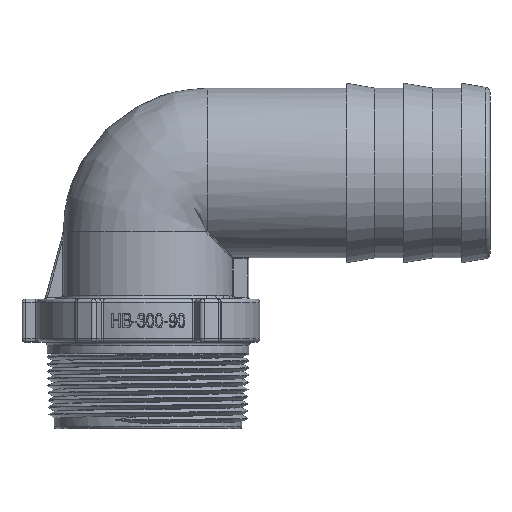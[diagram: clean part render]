
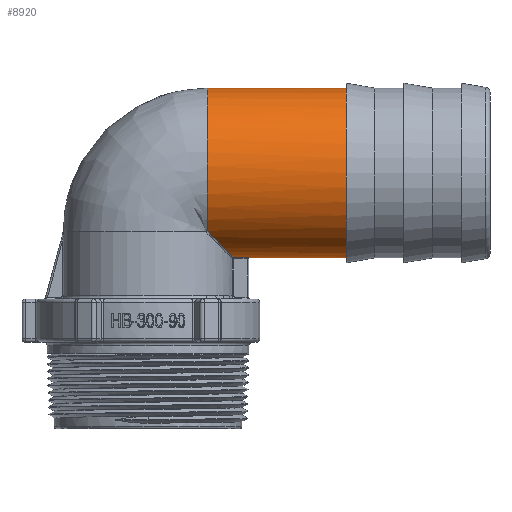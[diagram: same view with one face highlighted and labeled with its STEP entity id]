
A CAD part, top view. The second image highlights one B-rep face of the part: STEP entity #8920.
In plain terms, the highlighted cylindrical face has radius 37.465 mm (diameter 74.93 mm), a full revolution.
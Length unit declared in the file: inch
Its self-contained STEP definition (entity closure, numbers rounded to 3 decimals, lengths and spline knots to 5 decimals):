
#65=ELLIPSE($,#9556,2.10728,1.475);
#66=ELLIPSE($,#9562,2.10728,1.475);
#273=B_SPLINE_CURVE_WITH_KNOTS($,3,(#12948,#12949,#12950,#12951,#12952,
#12953,#12954,#12955,#12956,#12957),.UNSPECIFIED.,.F.,.F.,(4,2,2,2,4),(0.37291,
0.40342,0.45049,0.52942,0.52983),
 .UNSPECIFIED.);
#274=B_SPLINE_CURVE_WITH_KNOTS($,3,(#13014,#13015,#13016,#13017,#13018,
#13019,#13020,#13021,#13022,#13023),.UNSPECIFIED.,.F.,.F.,(4,2,2,2,4),(-0.00039,
0.,0.07413,0.11834,0.147),.UNSPECIFIED.);
#791=CYLINDRICAL_SURFACE($,#9560,1.475);
#935=LINE($,#13078,#1467);
#945=LINE($,#13255,#1477);
#1467=VECTOR($,#10383,0.2308);
#1477=VECTOR($,#10443,0.2308);
#2143=FACE_BOUND($,#2830,.T.);
#2278=FACE_OUTER_BOUND($,#2829,.T.);
#2829=EDGE_LOOP($,(#6277));
#2830=EDGE_LOOP($,(#6278,#6279,#6280,#6281,#6282,#6283,#6284,#6285));
#3447=CIRCLE($,#9514,1.475);
#3470=CIRCLE($,#9557,1.475);
#3472=CIRCLE($,#9561,1.475);
#3814=VERTEX_POINT($,#12945);
#3815=VERTEX_POINT($,#12947);
#3821=VERTEX_POINT($,#13005);
#3824=VERTEX_POINT($,#13013);
#3830=VERTEX_POINT($,#13077);
#3842=VERTEX_POINT($,#13253);
#3844=VERTEX_POINT($,#13287);
#3846=VERTEX_POINT($,#13328);
#3849=VERTEX_POINT($,#13370);
#4726=EDGE_CURVE($,#3814,#3815,#273,.F.);
#4736=EDGE_CURVE($,#3821,#3815,#3447,.T.);
#4740=EDGE_CURVE($,#3821,#3824,#274,.F.);
#4751=EDGE_CURVE($,#3824,#3830,#935,.T.);
#4782=EDGE_CURVE($,#3842,#3814,#945,.T.);
#4786=EDGE_CURVE($,#3830,#3844,#65,.T.);
#4789=EDGE_CURVE($,#3846,#3844,#3470,.T.);
#4794=EDGE_CURVE($,#3849,#3849,#3472,.T.);
#4795=EDGE_CURVE($,#3846,#3842,#66,.T.);
#6277=ORIENTED_EDGE($,*,*,#4794,.F.);
#6278=ORIENTED_EDGE($,*,*,#4736,.T.);
#6279=ORIENTED_EDGE($,*,*,#4726,.F.);
#6280=ORIENTED_EDGE($,*,*,#4782,.F.);
#6281=ORIENTED_EDGE($,*,*,#4795,.F.);
#6282=ORIENTED_EDGE($,*,*,#4789,.T.);
#6283=ORIENTED_EDGE($,*,*,#4786,.F.);
#6284=ORIENTED_EDGE($,*,*,#4751,.F.);
#6285=ORIENTED_EDGE($,*,*,#4740,.F.);
#8920=ADVANCED_FACE($,(#2278,#2143),#791,.T.);
#9514=AXIS2_PLACEMENT_3D($,#13006,#10353,#10354);
#9556=AXIS2_PLACEMENT_3D($,#13288,#10454,#10455);
#9557=AXIS2_PLACEMENT_3D($,#13329,#10456,#10457);
#9560=AXIS2_PLACEMENT_3D($,#13369,#10462,#10463);
#9561=AXIS2_PLACEMENT_3D($,#13371,#10464,#10465);
#9562=AXIS2_PLACEMENT_3D($,#13372,#10466,#10467);
#10353=DIRECTION('center_axis',(1.,0.,0.));
#10354=DIRECTION('ref_axis',(0.,1.,0.));
#10383=DIRECTION($,(-1.,0.,0.));
#10443=DIRECTION($,(1.,0.,0.));
#10454=DIRECTION('center_axis',(-0.7,-0.714,0.));
#10455=DIRECTION('ref_axis',(0.714,-0.7,0.));
#10456=DIRECTION('center_axis',(1.,0.,0.));
#10457=DIRECTION('ref_axis',(0.,0.,-1.));
#10462=DIRECTION('center_axis',(1.,0.,0.));
#10463=DIRECTION('ref_axis',(0.,1.,0.));
#10464=DIRECTION('center_axis',(1.,0.,0.));
#10465=DIRECTION('ref_axis',(0.,0.,-1.));
#10466=DIRECTION('center_axis',(-0.7,-0.714,0.));
#10467=DIRECTION('ref_axis',(0.714,-0.7,0.));
#12945=CARTESIAN_POINT('',(1.72,-1.45952,-0.21316));
#12947=CARTESIAN_POINT('',(1.75,-1.46606,-0.16214));
#12948=CARTESIAN_POINT('Ctrl Pts',(1.75,-1.46606,-0.16214));
#12949=CARTESIAN_POINT('Ctrl Pts',(1.75,-1.46556,-0.16663));
#12950=CARTESIAN_POINT('Ctrl Pts',(1.74922,-1.46505,-0.17109));
#12951=CARTESIAN_POINT('Ctrl Pts',(1.74569,-1.46374,-0.18202));
#12952=CARTESIAN_POINT('Ctrl Pts',(1.7423,-1.46302,-0.18769));
#12953=CARTESIAN_POINT('Ctrl Pts',(1.73368,-1.46144,-0.19971));
#12954=CARTESIAN_POINT('Ctrl Pts',(1.72702,-1.46052,-0.20628));
#12955=CARTESIAN_POINT('Ctrl Pts',(1.72007,-1.45953,-0.21309));
#12956=CARTESIAN_POINT('Ctrl Pts',(1.72004,-1.45952,-0.21313));
#12957=CARTESIAN_POINT('Ctrl Pts',(1.72,-1.45952,-0.21316));
#13005=CARTESIAN_POINT('',(1.75,-1.46606,0.16214));
#13006=CARTESIAN_POINT('Origin',(1.75,0.,0.));
#13013=CARTESIAN_POINT('',(1.72,-1.45952,0.21316));
#13014=CARTESIAN_POINT('Ctrl Pts',(1.72,-1.45952,0.21316));
#13015=CARTESIAN_POINT('Ctrl Pts',(1.72004,-1.45952,0.21313));
#13016=CARTESIAN_POINT('Ctrl Pts',(1.72007,-1.45953,0.21309));
#13017=CARTESIAN_POINT('Ctrl Pts',(1.72702,-1.46052,0.20628));
#13018=CARTESIAN_POINT('Ctrl Pts',(1.73368,-1.46144,0.19971));
#13019=CARTESIAN_POINT('Ctrl Pts',(1.7423,-1.46302,0.18769));
#13020=CARTESIAN_POINT('Ctrl Pts',(1.74569,-1.46374,0.18202));
#13021=CARTESIAN_POINT('Ctrl Pts',(1.74922,-1.46505,0.17109));
#13022=CARTESIAN_POINT('Ctrl Pts',(1.75,-1.46556,0.16663));
#13023=CARTESIAN_POINT('Ctrl Pts',(1.75,-1.46606,0.16214));
#13077=CARTESIAN_POINT('',(1.4892,-1.45952,0.21316));
#13078=CARTESIAN_POINT($,(2.2325,-1.45952,0.21316));
#13253=CARTESIAN_POINT('',(1.4892,-1.45952,-0.21316));
#13255=CARTESIAN_POINT($,(2.2325,-1.45952,-0.21316));
#13287=CARTESIAN_POINT('',(1.025,-1.00457,1.08003));
#13288=CARTESIAN_POINT('Origin',(0.,0.,0.));
#13328=CARTESIAN_POINT('',(1.025,-1.00457,-1.08003));
#13329=CARTESIAN_POINT('Origin',(1.025,0.,0.));
#13369=CARTESIAN_POINT('Origin',(2.2325,0.,0.));
#13370=CARTESIAN_POINT('',(3.44,1.475,0.));
#13371=CARTESIAN_POINT('Origin',(3.44,0.,0.));
#13372=CARTESIAN_POINT('Origin',(0.,0.,0.));
